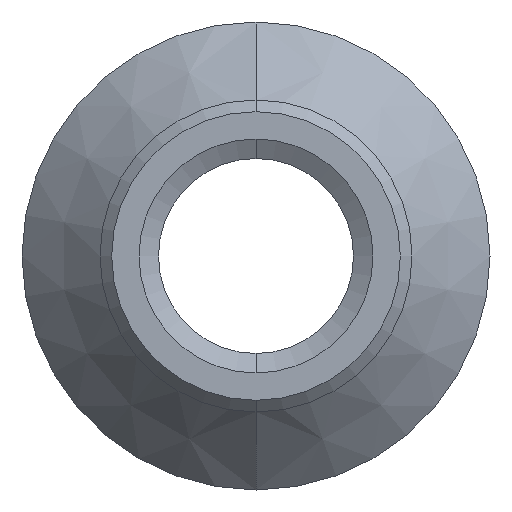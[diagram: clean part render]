
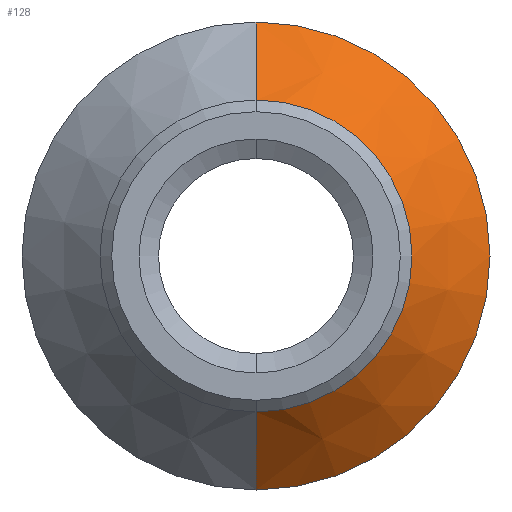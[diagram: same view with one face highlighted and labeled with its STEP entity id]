
A CAD part, front view. The second image highlights one B-rep face of the part: STEP entity #128.
In plain terms, the highlighted conical face has half-angle 45 degrees and reference radius 4 mm.
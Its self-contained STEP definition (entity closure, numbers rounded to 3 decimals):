
#22 = VERTEX_POINT ( 'NONE', #407 ) ;
#61 = EDGE_LOOP ( 'NONE', ( #129, #130, #159, #106 ) ) ;
#106 = ORIENTED_EDGE ( 'NONE', *, *, #299, .F. ) ;
#107 = VERTEX_POINT ( 'NONE', #538 ) ;
#112 = EDGE_CURVE ( 'NONE', #22, #107, #513, .T. ) ;
#119 = VERTEX_POINT ( 'NONE', #529 ) ;
#124 = EDGE_CURVE ( 'NONE', #119, #132, #567, .T. ) ;
#128 = ADVANCED_FACE ( 'NONE', ( #569 ), #563, .T. ) ;
#129 = ORIENTED_EDGE ( 'NONE', *, *, #124, .F. ) ;
#130 = ORIENTED_EDGE ( 'NONE', *, *, #131, .T. ) ;
#131 = EDGE_CURVE ( 'NONE', #119, #22, #592, .T. ) ;
#132 = VERTEX_POINT ( 'NONE', #576 ) ;
#159 = ORIENTED_EDGE ( 'NONE', *, *, #112, .T. ) ;
#299 = EDGE_CURVE ( 'NONE', #132, #107, #927, .T. ) ;
#310 = DIRECTION ( 'NONE',  ( 0., 1., 0. ) ) ;
#316 = DIRECTION ( 'NONE',  ( 0., 0., 1. ) ) ;
#407 = CARTESIAN_POINT ( 'NONE',  ( 0., 22., -6. ) ) ;
#509 = DIRECTION ( 'NONE',  ( 0., 0., -1. ) ) ;
#510 = DIRECTION ( 'NONE',  ( 0., -1., 0. ) ) ;
#511 = CARTESIAN_POINT ( 'NONE',  ( 0., 22., 0. ) ) ;
#512 = AXIS2_PLACEMENT_3D ( 'NONE', #511, #510, #509 ) ;
#513 = CIRCLE ( 'NONE', #512, 6. ) ;
#529 = CARTESIAN_POINT ( 'NONE',  ( 0., 20., -4. ) ) ;
#538 = CARTESIAN_POINT ( 'NONE',  ( 0., 22., 6. ) ) ;
#558 = CARTESIAN_POINT ( 'NONE',  ( 0., 20., 0. ) ) ;
#559 = AXIS2_PLACEMENT_3D ( 'NONE', #558, #562, #571 ) ;
#560 = CARTESIAN_POINT ( 'NONE',  ( 0., 20., 0. ) ) ;
#561 = AXIS2_PLACEMENT_3D ( 'NONE', #560, #310, #316 ) ;
#562 = DIRECTION ( 'NONE',  ( 0., -1., 0. ) ) ;
#563 = CONICAL_SURFACE ( 'NONE', #561, 4., 0.785 ) ;
#567 = CIRCLE ( 'NONE', #559, 4. ) ;
#569 = FACE_OUTER_BOUND ( 'NONE', #61, .T. ) ;
#571 = DIRECTION ( 'NONE',  ( 0., 0., -1. ) ) ;
#575 = DIRECTION ( 'NONE',  ( 0., 0.707, -0.707 ) ) ;
#576 = CARTESIAN_POINT ( 'NONE',  ( 0., 20., 4. ) ) ;
#582 = CARTESIAN_POINT ( 'NONE',  ( 0., 20., -4. ) ) ;
#591 = VECTOR ( 'NONE', #575, 1000. ) ;
#592 = LINE ( 'NONE', #582, #591 ) ;
#924 = DIRECTION ( 'NONE',  ( 0., 0.707, 0.707 ) ) ;
#925 = VECTOR ( 'NONE', #924, 1000. ) ;
#926 = CARTESIAN_POINT ( 'NONE',  ( 0., 20., 4. ) ) ;
#927 = LINE ( 'NONE', #926, #925 ) ;
